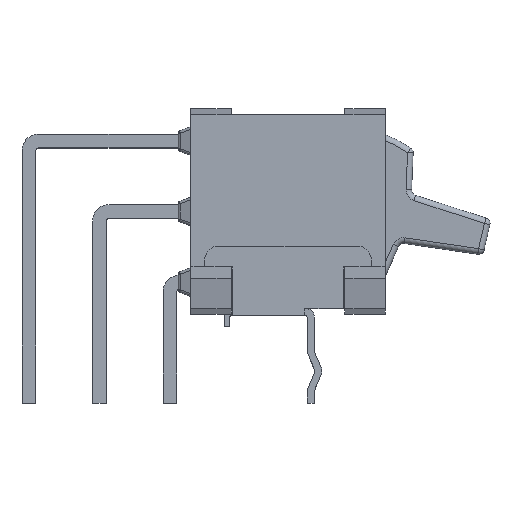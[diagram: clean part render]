
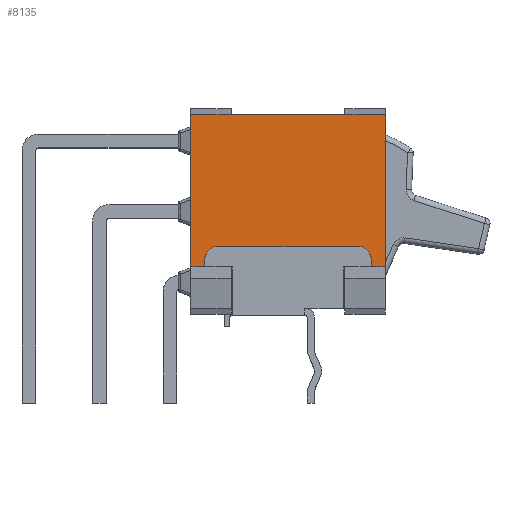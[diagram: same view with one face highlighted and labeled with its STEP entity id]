
A CAD part, top view. The second image highlights one B-rep face of the part: STEP entity #8135.
In plain terms, the highlighted planar face has unit normal (0, 0, 1).
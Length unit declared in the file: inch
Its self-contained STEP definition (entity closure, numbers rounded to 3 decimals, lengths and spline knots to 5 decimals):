
#5846=CARTESIAN_POINT('',(0.03937,-0.04921,0.08858));
#5847=VERTEX_POINT('',#5846);
#5854=CARTESIAN_POINT('',(0.01969,-0.0689,0.08858));
#5855=VERTEX_POINT('',#5854);
#5856=CARTESIAN_POINT('',(0.03937,-0.0689,0.08858));
#5857=DIRECTION('',(0.0,0.0,-1.0));
#5858=DIRECTION('',(-0.707,0.707,0.0));
#5859=AXIS2_PLACEMENT_3D('',#5856,#5857,#5858);
#5860=CIRCLE('',#5859,0.01969);
#5861=EDGE_CURVE('',#5855,#5847,#5860,.T.);
#5886=CARTESIAN_POINT('',(0.23622,-0.04921,0.08858));
#5887=VERTEX_POINT('',#5886);
#5894=CARTESIAN_POINT('',(0.03937,-0.04921,0.08858));
#5895=DIRECTION('',(1.0,0.0,0.0));
#5896=VECTOR('',#5895,0.19685);
#5897=LINE('',#5894,#5896);
#5898=EDGE_CURVE('',#5847,#5887,#5897,.T.);
#6188=CARTESIAN_POINT('',(0.25591,-0.0689,0.08858));
#6189=VERTEX_POINT('',#6188);
#6190=CARTESIAN_POINT('',(0.23622,-0.0689,0.08858));
#6191=DIRECTION('',(0.0,0.0,-1.0));
#6192=DIRECTION('',(0.707,0.707,0.0));
#6193=AXIS2_PLACEMENT_3D('',#6190,#6191,#6192);
#6194=CIRCLE('',#6193,0.01969);
#6195=EDGE_CURVE('',#5887,#6189,#6194,.T.);
#6223=CARTESIAN_POINT('',(0.25591,-0.07874,0.08858));
#6224=VERTEX_POINT('',#6223);
#6231=CARTESIAN_POINT('',(0.25591,-0.0689,0.08858));
#6232=DIRECTION('',(0.0,-1.0,0.0));
#6233=VECTOR('',#6232,0.00984);
#6234=LINE('',#6231,#6233);
#6235=EDGE_CURVE('',#6189,#6224,#6234,.T.);
#6861=CARTESIAN_POINT('',(0.01969,-0.07874,0.08858));
#6862=VERTEX_POINT('',#6861);
#6863=CARTESIAN_POINT('',(0.01969,-0.07874,0.08858));
#6864=DIRECTION('',(0.0,1.0,0.0));
#6865=VECTOR('',#6864,0.00984);
#6866=LINE('',#6863,#6865);
#6867=EDGE_CURVE('',#6862,#5855,#6866,.T.);
#6886=CARTESIAN_POINT('',(0.0,-0.07874,0.08858));
#6887=VERTEX_POINT('',#6886);
#6888=CARTESIAN_POINT('',(0.0,-0.07874,0.08858));
#6889=DIRECTION('',(1.0,0.0,0.0));
#6890=VECTOR('',#6889,0.01969);
#6891=LINE('',#6888,#6890);
#6892=EDGE_CURVE('',#6887,#6862,#6891,.T.);
#7215=CARTESIAN_POINT('',(0.2185,0.1378,0.08858));
#7216=VERTEX_POINT('',#7215);
#7263=CARTESIAN_POINT('',(0.05709,0.1378,0.08858));
#7264=VERTEX_POINT('',#7263);
#7377=CARTESIAN_POINT('',(0.05709,0.1378,0.08858));
#7378=DIRECTION('',(1.0,0.0,0.0));
#7379=VECTOR('',#7378,0.16142);
#7380=LINE('',#7377,#7379);
#7381=EDGE_CURVE('',#7264,#7216,#7380,.T.);
#7490=CARTESIAN_POINT('',(0.0,0.1378,0.08858));
#7491=VERTEX_POINT('',#7490);
#7498=CARTESIAN_POINT('',(0.0,0.1378,0.08858));
#7499=DIRECTION('',(1.0,0.0,0.0));
#7500=VECTOR('',#7499,0.05709);
#7501=LINE('',#7498,#7500);
#7502=EDGE_CURVE('',#7491,#7264,#7501,.T.);
#7513=CARTESIAN_POINT('',(0.27559,0.1378,0.08858));
#7514=VERTEX_POINT('',#7513);
#7515=CARTESIAN_POINT('',(0.2185,0.1378,0.08858));
#7516=DIRECTION('',(1.0,0.0,0.0));
#7517=VECTOR('',#7516,0.05709);
#7518=LINE('',#7515,#7517);
#7519=EDGE_CURVE('',#7216,#7514,#7518,.T.);
#7785=CARTESIAN_POINT('',(0.27559,-0.07874,0.08858));
#7786=VERTEX_POINT('',#7785);
#7793=CARTESIAN_POINT('',(0.25591,-0.07874,0.08858));
#7794=DIRECTION('',(1.0,0.0,0.0));
#7795=VECTOR('',#7794,0.01969);
#7796=LINE('',#7793,#7795);
#7797=EDGE_CURVE('',#6224,#7786,#7796,.T.);
#8106=CARTESIAN_POINT('',(-0.01378,-0.08957,0.08858));
#8107=DIRECTION('',(0.0,0.0,1.0));
#8108=DIRECTION('',(1.0,0.0,0.0));
#8109=AXIS2_PLACEMENT_3D('',#8106,#8107,#8108);
#8110=PLANE('',#8109);
#8111=ORIENTED_EDGE('',*,*,#6235,.T.);
#8112=ORIENTED_EDGE('',*,*,#7797,.T.);
#8113=CARTESIAN_POINT('',(0.27559,-0.07874,0.08858));
#8114=DIRECTION('',(0.0,1.0,0.0));
#8115=VECTOR('',#8114,0.21654);
#8116=LINE('',#8113,#8115);
#8117=EDGE_CURVE('',#7786,#7514,#8116,.T.);
#8118=ORIENTED_EDGE('',*,*,#8117,.T.);
#8119=ORIENTED_EDGE('',*,*,#7519,.F.);
#8120=ORIENTED_EDGE('',*,*,#7381,.F.);
#8121=ORIENTED_EDGE('',*,*,#7502,.F.);
#8122=CARTESIAN_POINT('',(0.0,0.1378,0.08858));
#8123=DIRECTION('',(0.0,-1.0,0.0));
#8124=VECTOR('',#8123,0.21654);
#8125=LINE('',#8122,#8124);
#8126=EDGE_CURVE('',#7491,#6887,#8125,.T.);
#8127=ORIENTED_EDGE('',*,*,#8126,.T.);
#8128=ORIENTED_EDGE('',*,*,#6892,.T.);
#8129=ORIENTED_EDGE('',*,*,#6867,.T.);
#8130=ORIENTED_EDGE('',*,*,#5861,.T.);
#8131=ORIENTED_EDGE('',*,*,#5898,.T.);
#8132=ORIENTED_EDGE('',*,*,#6195,.T.);
#8133=EDGE_LOOP('',(#8111,#8112,#8118,#8119,#8120,#8121,#8127,#8128,#8129,#8130,#8131,#8132));
#8134=FACE_OUTER_BOUND('',#8133,.T.);
#8135=ADVANCED_FACE('',(#8134),#8110,.T.);
